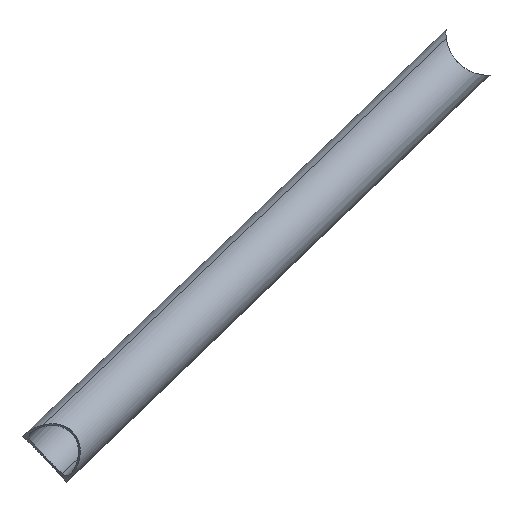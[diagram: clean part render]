
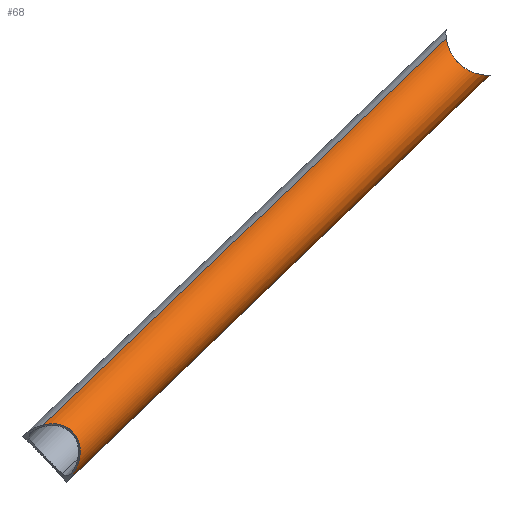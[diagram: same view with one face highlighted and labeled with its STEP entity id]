
A CAD part, front view. The second image highlights one B-rep face of the part: STEP entity #68.
In plain terms, the highlighted cylindrical face has radius 7.5 mm (diameter 15 mm), a partial arc.
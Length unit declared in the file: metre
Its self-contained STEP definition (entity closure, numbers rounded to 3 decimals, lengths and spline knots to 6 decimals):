
#68=ADVANCED_FACE('0:52',(#157),#158,.T.);
#100=EDGE_CURVE('',#207,#204,#208,.F.);
#106=EDGE_CURVE('',#214,#217,#218,.F.);
#108=EDGE_CURVE('0:836',#217,#220,#221,.F.);
#118=EDGE_CURVE('',#220,#230,#233,.F.);
#120=EDGE_CURVE('0:889',#204,#225,#235,.T.);
#157=FACE_OUTER_BOUND('',#262,.T.);
#158=CYLINDRICAL_SURFACE('',#263,0.0075);
#204=VERTEX_POINT('',#505);
#207=VERTEX_POINT('',#512);
#208=ELLIPSE('',#513,0.031608,0.0075);
#214=VERTEX_POINT('',#521);
#217=VERTEX_POINT('',#536);
#218=B_SPLINE_CURVE_WITH_KNOTS('',3,(#537,#538,#539,#540,#541,#542),.UNSPECIFIED.,.F.,.F.,(4,1,1,4),(-1.0,-0.9375,-0.875,-0.86972),.UNSPECIFIED.);
#220=VERTEX_POINT('',#545);
#221=B_SPLINE_CURVE_WITH_KNOTS('',3,(#546,#547,#548,#549,#550,#551,#552,#553,#554,#555,#556),.UNSPECIFIED.,.F.,.F.,(4,1,1,1,1,1,1,1,4),(-0.354005,-0.34375,-0.3125,-0.28125,-0.25,-0.1875,-0.125,-0.0625,-0.0),.UNSPECIFIED.);
#225=VERTEX_POINT('',#583);
#230=VERTEX_POINT('',#650);
#233=B_SPLINE_CURVE_WITH_KNOTS('',3,(#676,#677,#678,#679),.UNSPECIFIED.,.F.,.F.,(4,4),(-0.356303,-0.354005),.UNSPECIFIED.);
#235=B_SPLINE_CURVE_WITH_KNOTS('',5,(#682,#683,#684,#685,#686,#687,#688,#689,#690,#691,#692,#693,#694,#695,#696,#697,#698,#699,#700,#701,#702,#703,#704,#705,#706,#707,#708,#709,#710,#711,#712,#713,#714,#715,#716,#717,#718,#719,#720,#721,#722,#723,#724,#725,#726,#727,#728,#729,#730,#731,#732,#733,#734,#735,#736,#737,#738,#739,#740,#741,#742),.UNSPECIFIED.,.F.,.F.,(6,3,3,3,3,3,3,3,3,3,3,3,3,5,5,3,3,3,6),(4.303066,5.46892,8.980563,13.628681,20.220314,25.338748,29.394774,33.31177,35.042401,36.467708,38.578156,42.800262,47.176909,50.41379,55.77054,57.374111,62.291653,65.938262,67.641307),.UNSPECIFIED.);
#262=EDGE_LOOP('',(#832,#833,#834,#835,#836,#837,#838));
#263=AXIS2_PLACEMENT_3D('',#839,#840,#841);
#505=CARTESIAN_POINT('',(-2.073007,0.184662,0.202));
#512=CARTESIAN_POINT('',(-2.079679,0.178432,0.197264));
#513=AXIS2_PLACEMENT_3D('',#878,#879,#880);
#521=CARTESIAN_POINT('',(-2.173749,0.015499,0.106907));
#536=CARTESIAN_POINT('',(-2.172821,0.008109,0.10572));
#537=CARTESIAN_POINT('',(-2.172821,0.008109,0.10572));
#538=CARTESIAN_POINT('',(-2.172803,0.009323,0.105738));
#539=CARTESIAN_POINT('',(-2.172916,0.011754,0.105928));
#540=CARTESIAN_POINT('',(-2.173371,0.014197,0.106474));
#541=CARTESIAN_POINT('',(-2.173721,0.015405,0.106875));
#542=CARTESIAN_POINT('',(-2.173749,0.015499,0.106907));
#545=CARTESIAN_POINT('',(-2.177953,0.007989,0.119414));
#546=CARTESIAN_POINT('',(-2.177953,0.007989,0.119414));
#547=CARTESIAN_POINT('',(-2.177758,0.007986,0.119456));
#548=CARTESIAN_POINT('',(-2.176965,0.007972,0.119603));
#549=CARTESIAN_POINT('',(-2.175544,0.00795,0.119676));
#550=CARTESIAN_POINT('',(-2.173738,0.007928,0.119344));
#551=CARTESIAN_POINT('',(-2.171522,0.00791,0.118278));
#552=CARTESIAN_POINT('',(-2.169576,0.007917,0.115766));
#553=CARTESIAN_POINT('',(-2.169254,0.007966,0.112016));
#554=CARTESIAN_POINT('',(-2.170448,0.008034,0.108513));
#555=CARTESIAN_POINT('',(-2.171945,0.008084,0.106562));
#556=CARTESIAN_POINT('',(-2.172821,0.008109,0.10572));
#583=CARTESIAN_POINT('',(-2.082926,0.172808,0.210786));
#650=CARTESIAN_POINT('',(-2.178084,0.007992,0.119385));
#676=CARTESIAN_POINT('',(-2.178084,0.007992,0.119385));
#677=CARTESIAN_POINT('',(-2.17804,0.007991,0.119395));
#678=CARTESIAN_POINT('',(-2.177997,0.00799,0.119405));
#679=CARTESIAN_POINT('',(-2.177953,0.007989,0.119414));
#682=CARTESIAN_POINT('',(-2.073007,0.184662,0.202));
#683=CARTESIAN_POINT('',(-2.072954,0.184506,0.202));
#684=CARTESIAN_POINT('',(-2.072906,0.184348,0.202));
#685=CARTESIAN_POINT('',(-2.072862,0.184189,0.202001));
#686=CARTESIAN_POINT('',(-2.072704,0.183547,0.202004));
#687=CARTESIAN_POINT('',(-2.072613,0.18289,0.202007));
#688=CARTESIAN_POINT('',(-2.072576,0.182393,0.202009));
#689=CARTESIAN_POINT('',(-2.072554,0.181238,0.20201));
#690=CARTESIAN_POINT('',(-2.072652,0.180086,0.202006));
#691=CARTESIAN_POINT('',(-2.072739,0.179433,0.202003));
#692=CARTESIAN_POINT('',(-2.073007,0.177866,0.201997));
#693=CARTESIAN_POINT('',(-2.073399,0.176324,0.202004));
#694=CARTESIAN_POINT('',(-2.073662,0.17543,0.202016));
#695=CARTESIAN_POINT('',(-2.074184,0.173858,0.202059));
#696=CARTESIAN_POINT('',(-2.074799,0.172323,0.202157));
#697=CARTESIAN_POINT('',(-2.075085,0.171661,0.202213));
#698=CARTESIAN_POINT('',(-2.075632,0.170489,0.20234));
#699=CARTESIAN_POINT('',(-2.076244,0.169361,0.202534));
#700=CARTESIAN_POINT('',(-2.076528,0.168874,0.202635));
#701=CARTESIAN_POINT('',(-2.077118,0.167939,0.202871));
#702=CARTESIAN_POINT('',(-2.077777,0.167084,0.203203));
#703=CARTESIAN_POINT('',(-2.078121,0.166687,0.203396));
#704=CARTESIAN_POINT('',(-2.078649,0.166173,0.203729));
#705=CARTESIAN_POINT('',(-2.079214,0.165805,0.20416));
#706=CARTESIAN_POINT('',(-2.07939,0.165709,0.204303));
#707=CARTESIAN_POINT('',(-2.079714,0.16557,0.204581));
#708=CARTESIAN_POINT('',(-2.080034,0.165509,0.204888));
#709=CARTESIAN_POINT('',(-2.080176,0.165498,0.205031));
#710=CARTESIAN_POINT('',(-2.08052,0.165515,0.205397));
#711=CARTESIAN_POINT('',(-2.080833,0.165635,0.205773));
#712=CARTESIAN_POINT('',(-2.081005,0.16574,0.205998));
#713=CARTESIAN_POINT('',(-2.081476,0.166134,0.206655));
#714=CARTESIAN_POINT('',(-2.081823,0.166715,0.207261));
#715=CARTESIAN_POINT('',(-2.082011,0.167147,0.207638));
#716=CARTESIAN_POINT('',(-2.08233,0.168079,0.208355));
#717=CARTESIAN_POINT('',(-2.082544,0.169098,0.208989));
#718=CARTESIAN_POINT('',(-2.082634,0.169629,0.209293));
#719=CARTESIAN_POINT('',(-2.082761,0.170574,0.209794));
#720=CARTESIAN_POINT('',(-2.082849,0.171546,0.21025));
#721=CARTESIAN_POINT('',(-2.082879,0.171963,0.210436));
#722=CARTESIAN_POINT('',(-2.082905,0.172384,0.210615));
#723=CARTESIAN_POINT('',(-2.082926,0.172808,0.210786));
#724=CARTESIAN_POINT('',(-2.082961,0.173509,0.211069));
#725=CARTESIAN_POINT('',(-2.082983,0.17422,0.211333));
#726=CARTESIAN_POINT('',(-2.082995,0.174937,0.211576));
#727=CARTESIAN_POINT('',(-2.083,0.175661,0.2118));
#728=CARTESIAN_POINT('',(-2.083,0.176392,0.212));
#729=CARTESIAN_POINT('',(-2.083,0.17661,0.21206));
#730=CARTESIAN_POINT('',(-2.083,0.17683,0.212118));
#731=CARTESIAN_POINT('',(-2.082999,0.17705,0.212174));
#732=CARTESIAN_POINT('',(-2.082994,0.177946,0.212392));
#733=CARTESIAN_POINT('',(-2.082985,0.178851,0.212571));
#734=CARTESIAN_POINT('',(-2.082977,0.179538,0.212681));
#735=CARTESIAN_POINT('',(-2.082966,0.180743,0.212821));
#736=CARTESIAN_POINT('',(-2.082965,0.181955,0.212841));
#737=CARTESIAN_POINT('',(-2.082966,0.182472,0.212824));
#738=CARTESIAN_POINT('',(-2.082972,0.183227,0.212751));
#739=CARTESIAN_POINT('',(-2.082982,0.183969,0.212598));
#740=CARTESIAN_POINT('',(-2.082986,0.184203,0.21254));
#741=CARTESIAN_POINT('',(-2.082989,0.184434,0.212473));
#742=CARTESIAN_POINT('',(-2.082992,0.184662,0.212395));
#832=ORIENTED_EDGE('',*,*,#899,.T.);
#833=ORIENTED_EDGE('',*,*,#118,.F.);
#834=ORIENTED_EDGE('',*,*,#108,.F.);
#835=ORIENTED_EDGE('',*,*,#106,.F.);
#836=ORIENTED_EDGE('',*,*,#900,.T.);
#837=ORIENTED_EDGE('',*,*,#100,.T.);
#838=ORIENTED_EDGE('',*,*,#120,.T.);
#839=CARTESIAN_POINT('',(-2.125508,0.099054,0.161565));
#840=DIRECTION('',(0.451,0.781,0.433));
#841=DIRECTION('',(-0.216,-0.375,0.901));
#878=CARTESIAN_POINT('',(-2.073,0.19,0.212));
#879=DIRECTION('',(-0.44,0.792,-0.423));
#880=DIRECTION('',(0.571,0.61,0.549));
#899=EDGE_CURVE('',#225,#230,#918,.T.);
#900=EDGE_CURVE('',#214,#207,#919,.T.);
#918=LINE('',#943,#944);
#919=LINE('',#945,#946);
#943=CARTESIAN_POINT('',(-2.127132,0.096242,0.168325));
#944=VECTOR('',#959,1.0);
#945=CARTESIAN_POINT('',(-2.123885,0.101866,0.154804));
#946=VECTOR('',#960,1.0);
#959=DIRECTION('',(-0.451,-0.781,-0.433));
#960=DIRECTION('',(0.451,0.781,0.433));
